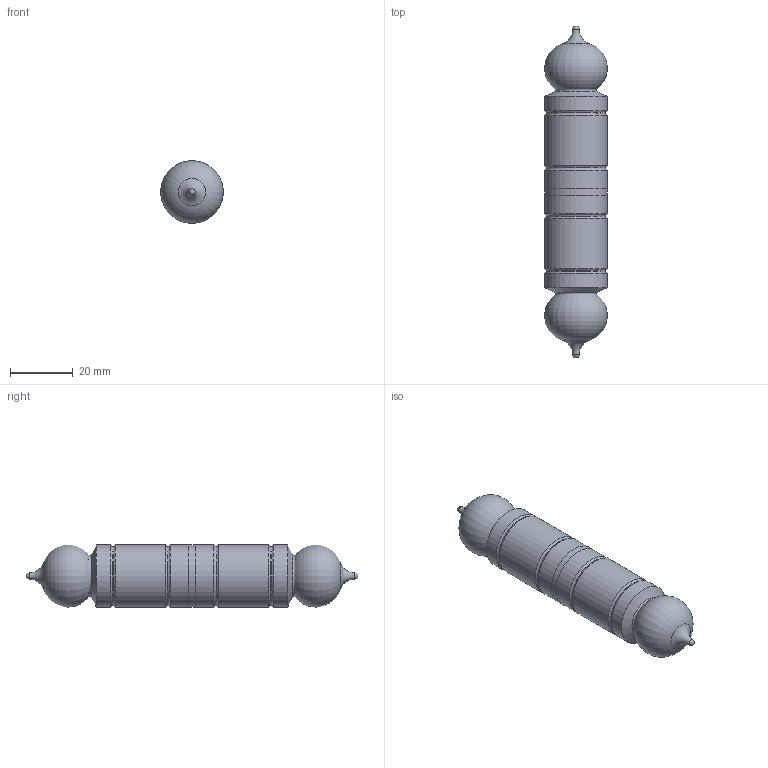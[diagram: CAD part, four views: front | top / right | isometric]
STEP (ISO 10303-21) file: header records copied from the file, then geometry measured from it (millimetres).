
FILE_DESCRIPTION (( 'STEP AP203' ), '1' );
FILE_NAME ('3822 - Kopie.step', '2024-08-19T06:26:02', ( '' ), ( '' ), 'SwSTEP 2.0', 'SolidWorks 2018', '' );
FILE_SCHEMA (( 'CONFIG_CONTROL_DESIGN' ));
Length unit declared in the file: millimetre
Products named in the file (4): 382X und 382X-VA Teil1-3_3822 Teil1; 382X und 382X-VA Teil1-3_3822 Teil2; 382X und 382X-VA Teil1-3_3822 Teil3; 3822 - Kopie
Assembly tree (3 placements, depth 2):
  3822 - Kopie
    382X und 382X-VA Teil1-3_3822 Teil1
    382X und 382X-VA Teil1-3_3822 Teil2
    382X und 382X-VA Teil1-3_3822 Teil3
Bounding box: 20 x 105.99 x 20 mm (x, y, z)
Volume: 26450.6 mm3; surface area: 9521.4 mm2
Topology: 3 solids, 3 shells, 260 faces, 701 edges, 462 vertices
Faces by surface type: bspline 111, plane 96, cylinder 32, torus 14, cone 5, sphere 2
Full cylindrical faces by diameter (mm): 11.5 x1, 12 x1, 12.5 x1, 19 x4, 20 x7
Entity records: 11944 total; most frequent: CARTESIAN_POINT 5971, ORIENTED_EDGE 1288, DIRECTION 844, EDGE_CURVE 644, VERTEX_POINT 442, EDGE_LOOP 314, LINE 290, VECTOR 290
